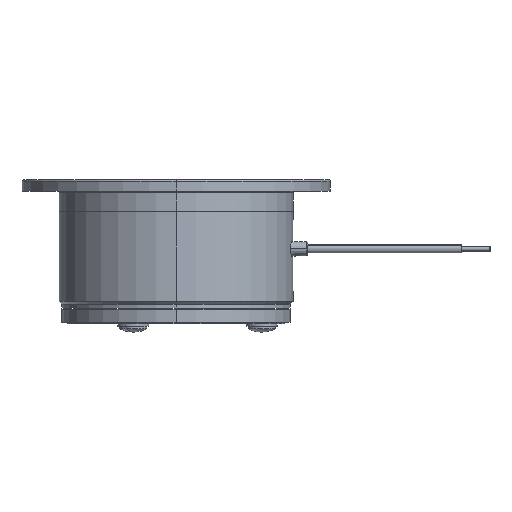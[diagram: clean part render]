
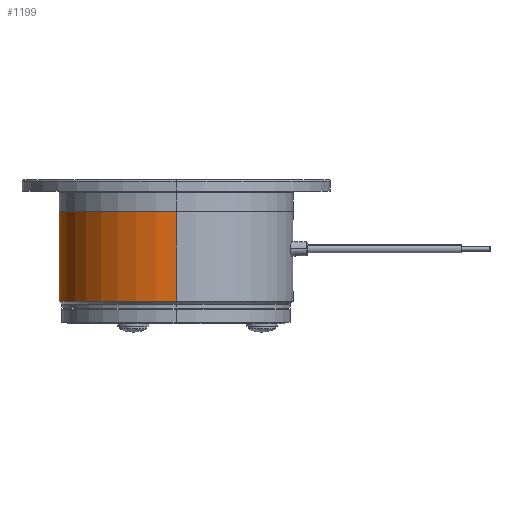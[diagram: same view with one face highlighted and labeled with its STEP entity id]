
A CAD part, left-side view. The second image highlights one B-rep face of the part: STEP entity #1199.
In plain terms, the highlighted cylindrical face has radius 20.5 mm (diameter 41 mm), a partial arc.
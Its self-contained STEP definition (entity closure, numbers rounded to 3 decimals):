
#77 = EDGE_LOOP ( 'NONE', ( #1620, #3115, #1634, #511 ) ) ;
#223 = DIRECTION ( 'NONE',  ( 0., 0., 1. ) ) ;
#445 = DIRECTION ( 'NONE',  ( 1., 0., 0. ) ) ;
#511 = ORIENTED_EDGE ( 'NONE', *, *, #3514, .F. ) ;
#1060 = DIRECTION ( 'NONE',  ( 0., 0., 1. ) ) ;
#1199 = ADVANCED_FACE ( 'NONE', ( #4833 ), #1606, .T. ) ;
#1546 = CARTESIAN_POINT ( 'NONE',  ( -20.5, 0., -21.3 ) ) ;
#1606 = CYLINDRICAL_SURFACE ( 'NONE', #7839, 20.5 ) ;
#1610 = AXIS2_PLACEMENT_3D ( 'NONE', #2324, #4337, #445 ) ;
#1620 = ORIENTED_EDGE ( 'NONE', *, *, #2197, .T. ) ;
#1634 = ORIENTED_EDGE ( 'NONE', *, *, #6740, .F. ) ;
#1703 = LINE ( 'NONE', #6940, #4310 ) ;
#1993 = VERTEX_POINT ( 'NONE', #4704 ) ;
#2197 = EDGE_CURVE ( 'NONE', #1993, #6129, #7325, .T. ) ;
#2324 = CARTESIAN_POINT ( 'NONE',  ( 0., 0., -5.6 ) ) ;
#2414 = CARTESIAN_POINT ( 'NONE',  ( 0., 0., -21.3 ) ) ;
#2461 = EDGE_CURVE ( 'NONE', #6129, #3236, #1703, .T. ) ;
#2480 = CARTESIAN_POINT ( 'NONE',  ( -20.5, 0., -5.6 ) ) ;
#3115 = ORIENTED_EDGE ( 'NONE', *, *, #2461, .T. ) ;
#3236 = VERTEX_POINT ( 'NONE', #2480 ) ;
#3514 = EDGE_CURVE ( 'NONE', #1993, #6484, #6139, .T. ) ;
#4255 = DIRECTION ( 'NONE',  ( 1., 0., 0. ) ) ;
#4310 = VECTOR ( 'NONE', #1060, 1000. ) ;
#4337 = DIRECTION ( 'NONE',  ( 0., 0., 1. ) ) ;
#4704 = CARTESIAN_POINT ( 'NONE',  ( 20.5, 0., -21.3 ) ) ;
#4833 = FACE_OUTER_BOUND ( 'NONE', #77, .T. ) ;
#4919 = DIRECTION ( 'NONE',  ( 0., 0., 1. ) ) ;
#4948 = VECTOR ( 'NONE', #223, 1000. ) ;
#5316 = CIRCLE ( 'NONE', #1610, 20.5 ) ;
#5473 = CARTESIAN_POINT ( 'NONE',  ( 0., 0., -4.017 ) ) ;
#5965 = AXIS2_PLACEMENT_3D ( 'NONE', #2414, #7720, #4255 ) ;
#6096 = CARTESIAN_POINT ( 'NONE',  ( 20.5, 0., -4.017 ) ) ;
#6129 = VERTEX_POINT ( 'NONE', #1546 ) ;
#6139 = LINE ( 'NONE', #6096, #4948 ) ;
#6484 = VERTEX_POINT ( 'NONE', #7213 ) ;
#6740 = EDGE_CURVE ( 'NONE', #6484, #3236, #5316, .T. ) ;
#6940 = CARTESIAN_POINT ( 'NONE',  ( -20.5, 0., -4.017 ) ) ;
#7213 = CARTESIAN_POINT ( 'NONE',  ( 20.5, 0., -5.6 ) ) ;
#7325 = CIRCLE ( 'NONE', #5965, 20.5 ) ;
#7720 = DIRECTION ( 'NONE',  ( 0., 0., 1. ) ) ;
#7839 = AXIS2_PLACEMENT_3D ( 'NONE', #5473, #4919, #8067 ) ;
#8067 = DIRECTION ( 'NONE',  ( 1., 0., 0. ) ) ;
